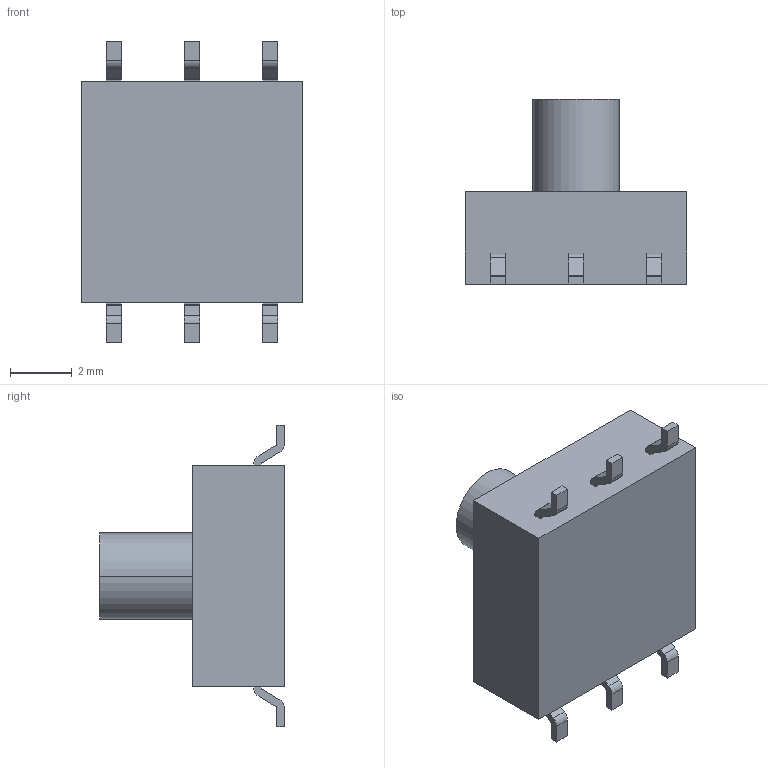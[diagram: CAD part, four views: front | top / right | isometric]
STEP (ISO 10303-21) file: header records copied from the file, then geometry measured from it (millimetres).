
FILE_DESCRIPTION(('STEP AP214'),'1');
FILE_NAME(' ',' ',('TraceParts'),('TraceParts S.A.'),'XStep 1.0',' ',' ');
FILE_SCHEMA(('automotive_design'));
Length unit declared in the file: millimetre
Products named in the file (1): 1
Bounding box: 7.2 x 6 x 9.8 mm (x, y, z)
Volume: 173.8 mm3; surface area: 249.2 mm2
Topology: 1 solids, 1 shells, 98 faces, 261 edges, 174 vertices
Faces by surface type: plane 70, cylinder 28
Entity records: 6016 total; most frequent: CARTESIAN_POINT 534, STYLED_ITEM 533, PRESENTATION_STYLE_ASSIGNMENT 533, COLOUR_RGB 533, ORIENTED_EDGE 522, DIRECTION 515, EDGE_CURVE 261, CURVE_STYLE 261
